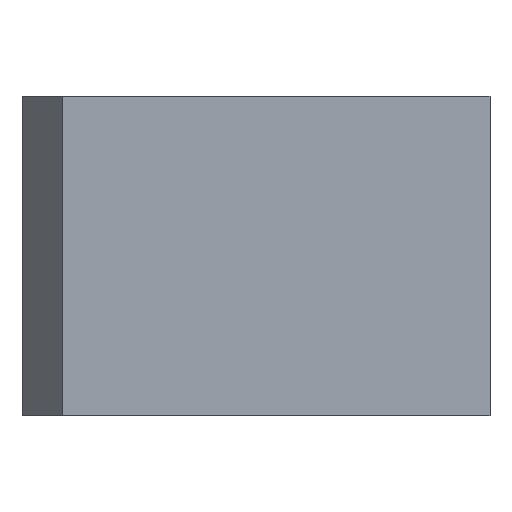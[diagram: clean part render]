
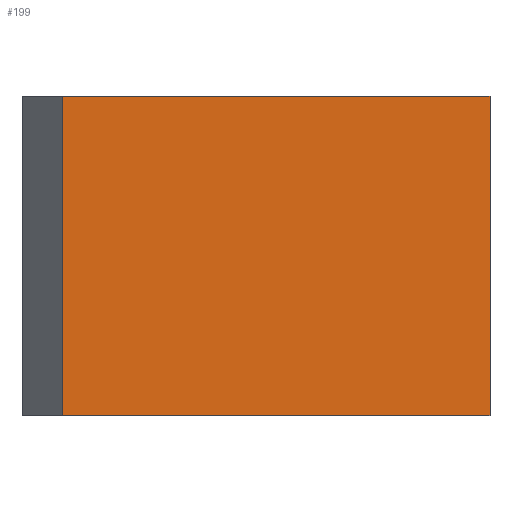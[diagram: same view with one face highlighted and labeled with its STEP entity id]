
A CAD part, top view. The second image highlights one B-rep face of the part: STEP entity #199.
In plain terms, the highlighted planar face has unit normal (0, 0, 1).
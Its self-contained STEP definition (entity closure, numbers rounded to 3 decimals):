
#186=AXIS2_PLACEMENT_3D('Plane Axis2P3D',#183,#184,#185) ;
#42=CARTESIAN_POINT('Vertex',(23.25,-15.85,23.6)) ;
#56=CARTESIAN_POINT('Vertex',(23.25,15.85,23.6)) ;
#59=CARTESIAN_POINT('Line Origine',(23.25,0.,23.6)) ;
#111=CARTESIAN_POINT('Vertex',(-19.25,15.85,23.6)) ;
#116=CARTESIAN_POINT('Line Origine',(2.,15.85,23.6)) ;
#167=CARTESIAN_POINT('Vertex',(-19.25,-15.85,23.6)) ;
#170=CARTESIAN_POINT('Line Origine',(2.,-15.85,23.6)) ;
#183=CARTESIAN_POINT('Axis2P3D Location',(0.,0.,23.6)) ;
#188=CARTESIAN_POINT('Line Origine',(-19.25,0.,23.6)) ;
#60=DIRECTION('Vector Direction',(0.,-1.,0.)) ;
#117=DIRECTION('Vector Direction',(1.,0.,0.)) ;
#171=DIRECTION('Vector Direction',(-1.,0.,0.)) ;
#184=DIRECTION('Axis2P3D Direction',(0.,0.,1.)) ;
#185=DIRECTION('Axis2P3D XDirection',(1.,0.,0.)) ;
#189=DIRECTION('Vector Direction',(0.,-1.,0.)) ;
#61=VECTOR('Line Direction',#60,1.) ;
#118=VECTOR('Line Direction',#117,1.) ;
#172=VECTOR('Line Direction',#171,1.) ;
#190=VECTOR('Line Direction',#189,1.) ;
#194=ORIENTED_EDGE('',*,*,#174,.T.) ;
#195=ORIENTED_EDGE('',*,*,#63,.T.) ;
#196=ORIENTED_EDGE('',*,*,#120,.T.) ;
#197=ORIENTED_EDGE('',*,*,#192,.T.) ;
#199=ADVANCED_FACE('PartBody',(#198),#187,.T.) ;
#63=EDGE_CURVE('',#43,#57,#62,.F.) ;
#120=EDGE_CURVE('',#57,#112,#119,.F.) ;
#174=EDGE_CURVE('',#168,#43,#173,.F.) ;
#192=EDGE_CURVE('',#112,#168,#191,.T.) ;
#193=EDGE_LOOP('',(#194,#195,#196,#197)) ;
#198=FACE_OUTER_BOUND('',#193,.T.) ;
#62=LINE('Line',#59,#61) ;
#119=LINE('Line',#116,#118) ;
#173=LINE('Line',#170,#172) ;
#191=LINE('Line',#188,#190) ;
#187=PLANE('',#186) ;
#43=VERTEX_POINT('',#42) ;
#57=VERTEX_POINT('',#56) ;
#112=VERTEX_POINT('',#111) ;
#168=VERTEX_POINT('',#167) ;
